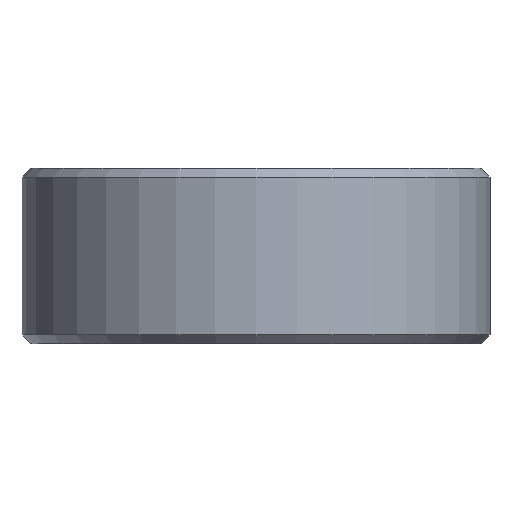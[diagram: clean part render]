
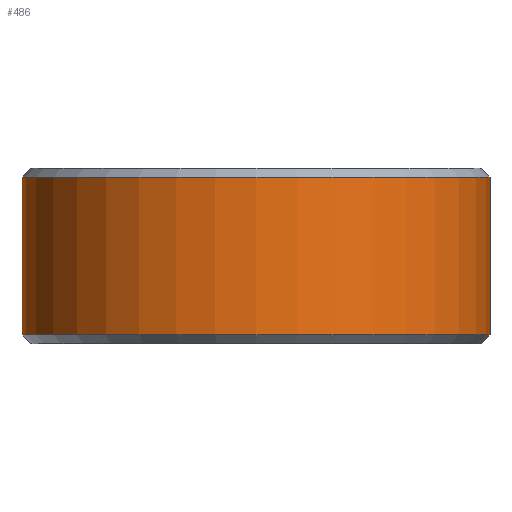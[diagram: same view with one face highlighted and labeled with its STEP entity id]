
A CAD part, front view. The second image highlights one B-rep face of the part: STEP entity #486.
In plain terms, the highlighted cylindrical face has radius 9.525 mm (diameter 19.05 mm), a full revolution.
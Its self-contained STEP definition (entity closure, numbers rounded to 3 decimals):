
#27=CYLINDRICAL_SURFACE('',#564,9.525);
#40=LINE('',#877,#54);
#54=VECTOR('',#705,9.525);
#86=FACE_OUTER_BOUND('',#116,.T.);
#116=EDGE_LOOP('',(#386,#387,#388,#389,#390,#391));
#160=CIRCLE('',#560,9.525);
#161=CIRCLE('',#561,9.525);
#164=CIRCLE('',#565,9.525);
#165=CIRCLE('',#566,9.525);
#218=VERTEX_POINT('',#863);
#219=VERTEX_POINT('',#864);
#222=VERTEX_POINT('',#873);
#223=VERTEX_POINT('',#874);
#281=EDGE_CURVE('',#218,#219,#160,.T.);
#282=EDGE_CURVE('',#219,#218,#161,.T.);
#286=EDGE_CURVE('',#222,#223,#164,.T.);
#287=EDGE_CURVE('',#223,#222,#165,.T.);
#288=EDGE_CURVE('',#223,#219,#40,.T.);
#386=ORIENTED_EDGE('',*,*,#286,.F.);
#387=ORIENTED_EDGE('',*,*,#287,.F.);
#388=ORIENTED_EDGE('',*,*,#288,.T.);
#389=ORIENTED_EDGE('',*,*,#282,.T.);
#390=ORIENTED_EDGE('',*,*,#281,.T.);
#391=ORIENTED_EDGE('',*,*,#288,.F.);
#486=ADVANCED_FACE('',(#86),#27,.T.);
#560=AXIS2_PLACEMENT_3D('',#865,#690,#691);
#561=AXIS2_PLACEMENT_3D('',#866,#692,#693);
#564=AXIS2_PLACEMENT_3D('',#872,#699,#700);
#565=AXIS2_PLACEMENT_3D('',#875,#701,#702);
#566=AXIS2_PLACEMENT_3D('',#876,#703,#704);
#690=DIRECTION('center_axis',(0.,0.,1.));
#691=DIRECTION('ref_axis',(1.,0.,0.));
#692=DIRECTION('center_axis',(0.,0.,1.));
#693=DIRECTION('ref_axis',(1.,0.,0.));
#699=DIRECTION('center_axis',(0.,0.,1.));
#700=DIRECTION('ref_axis',(1.,0.,0.));
#701=DIRECTION('center_axis',(0.,0.,1.));
#702=DIRECTION('ref_axis',(1.,0.,0.));
#703=DIRECTION('center_axis',(0.,0.,1.));
#704=DIRECTION('ref_axis',(1.,0.,0.));
#705=DIRECTION('',(0.,0.,-1.));
#863=CARTESIAN_POINT('',(9.525,0.,-3.215));
#864=CARTESIAN_POINT('',(-9.525,0.,-3.215));
#865=CARTESIAN_POINT('Origin',(0.,0.,-3.215));
#866=CARTESIAN_POINT('Origin',(0.,0.,-3.215));
#872=CARTESIAN_POINT('Origin',(0.,0.,3.572));
#873=CARTESIAN_POINT('',(9.525,0.,3.215));
#874=CARTESIAN_POINT('',(-9.525,0.,3.215));
#875=CARTESIAN_POINT('Origin',(0.,0.,3.215));
#876=CARTESIAN_POINT('Origin',(0.,0.,3.215));
#877=CARTESIAN_POINT('',(-9.525,0.,3.572));
